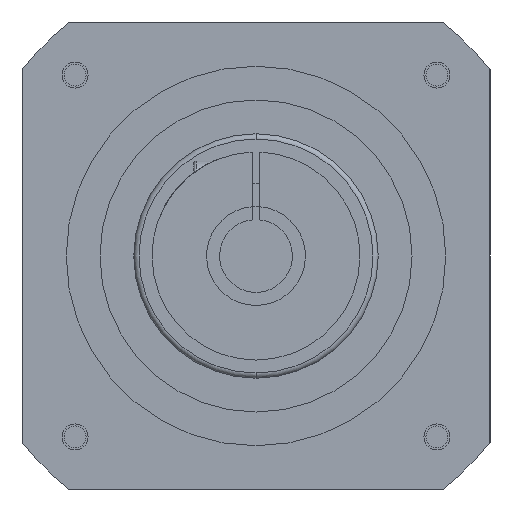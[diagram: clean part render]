
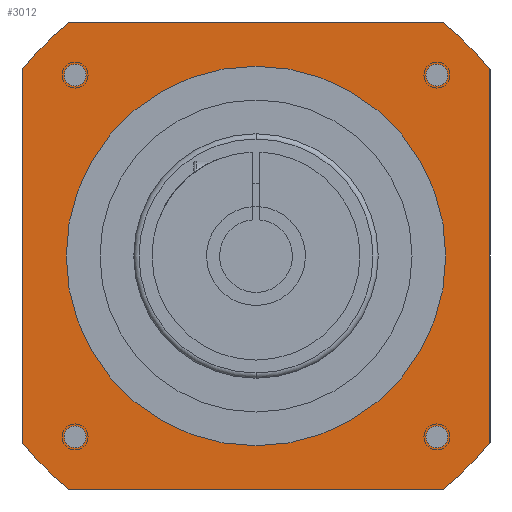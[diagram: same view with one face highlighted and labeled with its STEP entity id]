
A CAD part, left-side view. The second image highlights one B-rep face of the part: STEP entity #3012.
In plain terms, the highlighted planar face has unit normal (-1, 0, 0).
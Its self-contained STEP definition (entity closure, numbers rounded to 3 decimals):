
#414=CARTESIAN_POINT('',(-158.,0.,0.));
#415=DIRECTION('',(-1.,0.,0.));
#416=DIRECTION('',(0.,-0.623,-0.783));
#417=AXIS2_PLACEMENT_3D('',#414,#415,#416);
#419=DIRECTION('',(0.,-1.,0.));
#420=VECTOR('',#419,71.589);
#421=CARTESIAN_POINT('',(-158.,35.795,-45.));
#422=LINE('',#421,#420);
#423=CARTESIAN_POINT('',(-158.,0.,0.));
#424=DIRECTION('',(-1.,0.,0.));
#425=DIRECTION('',(0.,0.783,-0.623));
#426=AXIS2_PLACEMENT_3D('',#423,#424,#425);
#428=DIRECTION('',(0.,0.,-1.));
#429=VECTOR('',#428,71.589);
#430=CARTESIAN_POINT('',(-158.,45.,35.795));
#431=LINE('',#430,#429);
#432=CARTESIAN_POINT('',(-158.,0.,0.));
#433=DIRECTION('',(-1.,0.,0.));
#434=DIRECTION('',(0.,0.623,0.783));
#435=AXIS2_PLACEMENT_3D('',#432,#433,#434);
#437=DIRECTION('',(0.,1.,0.));
#438=VECTOR('',#437,71.589);
#439=CARTESIAN_POINT('',(-158.,-35.795,45.));
#440=LINE('',#439,#438);
#441=CARTESIAN_POINT('',(-158.,0.,0.));
#442=DIRECTION('',(-1.,0.,0.));
#443=DIRECTION('',(0.,-0.783,0.623));
#444=AXIS2_PLACEMENT_3D('',#441,#442,#443);
#446=DIRECTION('',(0.,0.,1.));
#447=VECTOR('',#446,71.589);
#448=CARTESIAN_POINT('',(-158.,-45.,-35.795));
#449=LINE('',#448,#447);
#450=CARTESIAN_POINT('',(-158.,0.,0.));
#451=DIRECTION('',(1.,0.,0.));
#452=DIRECTION('',(0.,0.,-1.));
#453=AXIS2_PLACEMENT_3D('',#450,#451,#452);
#455=CARTESIAN_POINT('',(-158.,0.,0.));
#456=DIRECTION('',(1.,0.,0.));
#457=DIRECTION('',(0.,0.,1.));
#458=AXIS2_PLACEMENT_3D('',#455,#456,#457);
#460=CARTESIAN_POINT('',(-158.,-34.79,-34.79));
#461=DIRECTION('',(-1.,0.,0.));
#462=DIRECTION('',(0.,1.,0.));
#463=AXIS2_PLACEMENT_3D('',#460,#461,#462);
#465=CARTESIAN_POINT('',(-158.,-34.79,-34.79));
#466=DIRECTION('',(-1.,0.,0.));
#467=DIRECTION('',(0.,-1.,0.));
#468=AXIS2_PLACEMENT_3D('',#465,#466,#467);
#470=CARTESIAN_POINT('',(-158.,34.79,-34.79));
#471=DIRECTION('',(-1.,0.,0.));
#472=DIRECTION('',(0.,1.,0.));
#473=AXIS2_PLACEMENT_3D('',#470,#471,#472);
#475=CARTESIAN_POINT('',(-158.,34.79,-34.79));
#476=DIRECTION('',(-1.,0.,0.));
#477=DIRECTION('',(0.,-1.,0.));
#478=AXIS2_PLACEMENT_3D('',#475,#476,#477);
#480=CARTESIAN_POINT('',(-158.,34.79,34.79));
#481=DIRECTION('',(-1.,0.,0.));
#482=DIRECTION('',(0.,1.,0.));
#483=AXIS2_PLACEMENT_3D('',#480,#481,#482);
#485=CARTESIAN_POINT('',(-158.,34.79,34.79));
#486=DIRECTION('',(-1.,0.,0.));
#487=DIRECTION('',(0.,-1.,0.));
#488=AXIS2_PLACEMENT_3D('',#485,#486,#487);
#490=CARTESIAN_POINT('',(-158.,-34.79,34.79));
#491=DIRECTION('',(-1.,0.,0.));
#492=DIRECTION('',(0.,1.,0.));
#493=AXIS2_PLACEMENT_3D('',#490,#491,#492);
#495=CARTESIAN_POINT('',(-158.,-34.79,34.79));
#496=DIRECTION('',(-1.,0.,0.));
#497=DIRECTION('',(0.,-1.,0.));
#498=AXIS2_PLACEMENT_3D('',#495,#496,#497);
#1988=CARTESIAN_POINT('',(-158.,-35.795,-45.));
#1989=CARTESIAN_POINT('',(-158.,-45.,-35.795));
#1990=VERTEX_POINT('',#1988);
#1991=VERTEX_POINT('',#1989);
#1992=CARTESIAN_POINT('',(-158.,-45.,35.795));
#1993=VERTEX_POINT('',#1992);
#1994=CARTESIAN_POINT('',(-158.,-35.795,45.));
#1995=VERTEX_POINT('',#1994);
#1996=CARTESIAN_POINT('',(-158.,35.795,45.));
#1997=VERTEX_POINT('',#1996);
#1998=CARTESIAN_POINT('',(-158.,45.,35.795));
#1999=VERTEX_POINT('',#1998);
#2000=CARTESIAN_POINT('',(-158.,45.,-35.795));
#2001=VERTEX_POINT('',#2000);
#2002=CARTESIAN_POINT('',(-158.,35.795,-45.));
#2003=VERTEX_POINT('',#2002);
#2024=CARTESIAN_POINT('',(-158.,0.,-36.5));
#2025=CARTESIAN_POINT('',(-158.,0.,36.5));
#2026=VERTEX_POINT('',#2024);
#2027=VERTEX_POINT('',#2025);
#2044=CARTESIAN_POINT('',(-158.,-32.69,-34.79));
#2045=CARTESIAN_POINT('',(-158.,-36.89,-34.79));
#2046=VERTEX_POINT('',#2044);
#2047=VERTEX_POINT('',#2045);
#2048=CARTESIAN_POINT('',(-158.,36.89,-34.79));
#2049=CARTESIAN_POINT('',(-158.,32.69,-34.79));
#2050=VERTEX_POINT('',#2048);
#2051=VERTEX_POINT('',#2049);
#2052=CARTESIAN_POINT('',(-158.,36.89,34.79));
#2053=CARTESIAN_POINT('',(-158.,32.69,34.79));
#2054=VERTEX_POINT('',#2052);
#2055=VERTEX_POINT('',#2053);
#2056=CARTESIAN_POINT('',(-158.,-32.69,34.79));
#2057=CARTESIAN_POINT('',(-158.,-36.89,34.79));
#2058=VERTEX_POINT('',#2056);
#2059=VERTEX_POINT('',#2057);
#2960=CARTESIAN_POINT('',(-158.,0.,0.));
#2961=DIRECTION('',(-1.,0.,0.));
#2962=DIRECTION('',(0.,1.,0.));
#2963=AXIS2_PLACEMENT_3D('',#2960,#2961,#2962);
#2964=PLANE('',#2963);
#2966=ORIENTED_EDGE('',*,*,#2965,.F.);
#2968=ORIENTED_EDGE('',*,*,#2967,.F.);
#2970=ORIENTED_EDGE('',*,*,#2969,.F.);
#2972=ORIENTED_EDGE('',*,*,#2971,.F.);
#2974=ORIENTED_EDGE('',*,*,#2973,.F.);
#2976=ORIENTED_EDGE('',*,*,#2975,.F.);
#2978=ORIENTED_EDGE('',*,*,#2977,.F.);
#2980=ORIENTED_EDGE('',*,*,#2979,.F.);
#2981=EDGE_LOOP('',(#2966,#2968,#2970,#2972,#2974,#2976,#2978,#2980));
#2982=FACE_OUTER_BOUND('',#2981,.F.);
#2984=ORIENTED_EDGE('',*,*,#2983,.F.);
#2985=ORIENTED_EDGE('',*,*,#2950,.F.);
#2986=EDGE_LOOP('',(#2984,#2985));
#2987=FACE_BOUND('',#2986,.F.);
#2989=ORIENTED_EDGE('',*,*,#2988,.T.);
#2991=ORIENTED_EDGE('',*,*,#2990,.T.);
#2992=EDGE_LOOP('',(#2989,#2991));
#2993=FACE_BOUND('',#2992,.F.);
#2995=ORIENTED_EDGE('',*,*,#2994,.T.);
#2997=ORIENTED_EDGE('',*,*,#2996,.T.);
#2998=EDGE_LOOP('',(#2995,#2997));
#2999=FACE_BOUND('',#2998,.F.);
#3001=ORIENTED_EDGE('',*,*,#3000,.T.);
#3003=ORIENTED_EDGE('',*,*,#3002,.T.);
#3004=EDGE_LOOP('',(#3001,#3003));
#3005=FACE_BOUND('',#3004,.F.);
#3007=ORIENTED_EDGE('',*,*,#3006,.T.);
#3009=ORIENTED_EDGE('',*,*,#3008,.T.);
#3010=EDGE_LOOP('',(#3007,#3009));
#3011=FACE_BOUND('',#3010,.F.);
#418=CIRCLE('',#417,57.5);
#427=CIRCLE('',#426,57.5);
#436=CIRCLE('',#435,57.5);
#445=CIRCLE('',#444,57.5);
#454=CIRCLE('',#453,36.5);
#459=CIRCLE('',#458,36.5);
#464=CIRCLE('',#463,2.1);
#469=CIRCLE('',#468,2.1);
#474=CIRCLE('',#473,2.1);
#479=CIRCLE('',#478,2.1);
#484=CIRCLE('',#483,2.1);
#489=CIRCLE('',#488,2.1);
#494=CIRCLE('',#493,2.1);
#499=CIRCLE('',#498,2.1);
#2950=EDGE_CURVE('',#2027,#2026,#459,.T.);
#2965=EDGE_CURVE('',#1990,#1991,#418,.T.);
#2967=EDGE_CURVE('',#2003,#1990,#422,.T.);
#2969=EDGE_CURVE('',#2001,#2003,#427,.T.);
#2971=EDGE_CURVE('',#1999,#2001,#431,.T.);
#2973=EDGE_CURVE('',#1997,#1999,#436,.T.);
#2975=EDGE_CURVE('',#1995,#1997,#440,.T.);
#2977=EDGE_CURVE('',#1993,#1995,#445,.T.);
#2979=EDGE_CURVE('',#1991,#1993,#449,.T.);
#2983=EDGE_CURVE('',#2026,#2027,#454,.T.);
#2988=EDGE_CURVE('',#2046,#2047,#464,.T.);
#2990=EDGE_CURVE('',#2047,#2046,#469,.T.);
#2994=EDGE_CURVE('',#2050,#2051,#474,.T.);
#2996=EDGE_CURVE('',#2051,#2050,#479,.T.);
#3000=EDGE_CURVE('',#2054,#2055,#484,.T.);
#3002=EDGE_CURVE('',#2055,#2054,#489,.T.);
#3006=EDGE_CURVE('',#2058,#2059,#494,.T.);
#3008=EDGE_CURVE('',#2059,#2058,#499,.T.);
#3012=ADVANCED_FACE('',(#2982,#2987,#2993,#2999,#3005,#3011),#2964,.T.);
